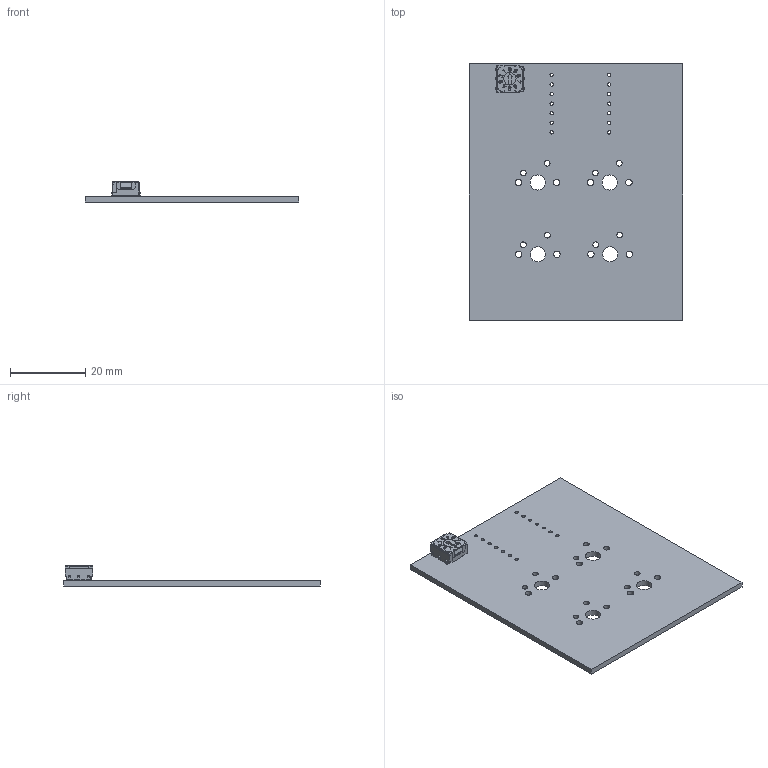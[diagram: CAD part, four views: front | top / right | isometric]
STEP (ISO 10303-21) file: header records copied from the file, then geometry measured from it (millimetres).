
FILE_DESCRIPTION(('KiCad electronic assembly'),'2;1');
FILE_NAME('rag1 macropad -- PCB -- with sw_coded_sh7010 and sht1x.step', '2025-12-03T22:07:07',('Pcbnew'),('Kicad'), 'Open CASCADE STEP processor 7.9','KiCad to STEP converter','Unknown' );
FILE_SCHEMA(('AUTOMOTIVE_DESIGN { 1 0 10303 214 1 1 1 1 }'));
Length unit declared in the file: millimetre
Products named in the file (3): rag1 macropad -- PCB -- with sw_coded_sh7010 and sht1x 1; Nidec_Copal_SH-7010A; myproj1_PCB
Assembly tree (2 placements, depth 2):
  rag1 macropad -- PCB -- with sw_coded_sh7010 and sht1x 1
    Nidec_Copal_SH-7010A
    myproj1_PCB
Bounding box: 56.45 x 67.95 x 5.34 mm (x, y, z)
Volume: 5825.6 mm3; surface area: 8376.6 mm2
Topology: 2 solids, 2 shells, 260 faces, 895 edges, 654 vertices
Faces by surface type: plane 182, cylinder 78
Full cylindrical faces by diameter (mm): 0.889 x14, 1.2 x1, 1.5 x8, 1.7 x8, 3.3 x1, 4 x4
Entity records: 12157 total; most frequent: CARTESIAN_POINT 2086, ORIENTED_EDGE 1794, DIRECTION 1440, EDGE_CURVE 895, VERTEX_POINT 654, LINE 602, VECTOR 602, AXIS2_PLACEMENT_3D 419
